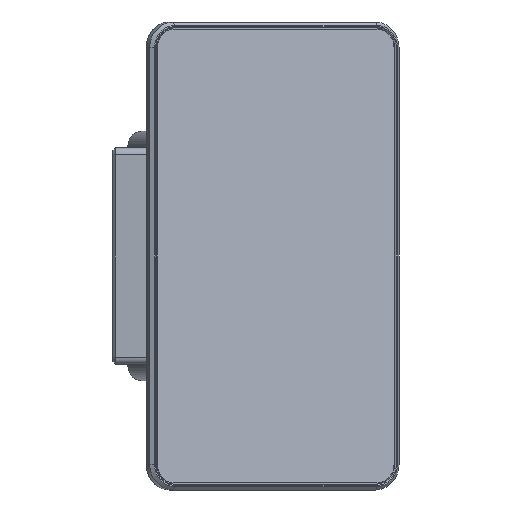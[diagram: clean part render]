
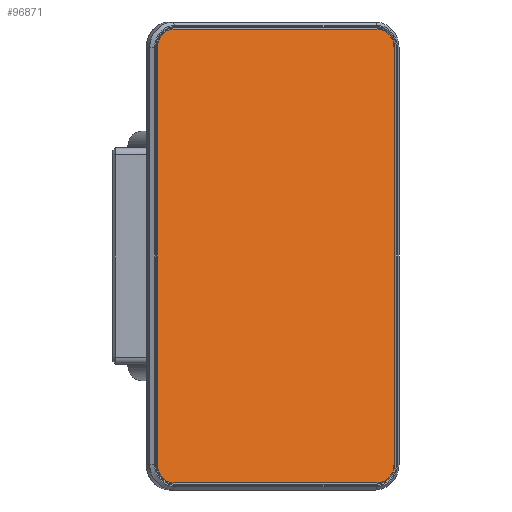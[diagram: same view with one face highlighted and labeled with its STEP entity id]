
A CAD part, front view. The second image highlights one B-rep face of the part: STEP entity #96871.
In plain terms, the highlighted planar face has unit normal (0.423, -0.906, 0).
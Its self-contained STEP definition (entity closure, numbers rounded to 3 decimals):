
#2158 = VERTEX_POINT ( 'NONE', #39454 ) ;
#2416 = CIRCLE ( 'NONE', #58026, 8. ) ;
#4516 = EDGE_CURVE ( 'NONE', #74034, #48051, #52577, .T. ) ;
#6662 = DIRECTION ( 'NONE',  ( -0.906, -0.423, 0. ) ) ;
#6858 = VERTEX_POINT ( 'NONE', #20853 ) ;
#8008 = EDGE_CURVE ( 'NONE', #105253, #99639, #15711, .T. ) ;
#9985 = CARTESIAN_POINT ( 'NONE',  ( 26.184, -16.205, 43.5 ) ) ;
#10237 = AXIS2_PLACEMENT_3D ( 'NONE', #41497, #40377, #75254 ) ;
#13167 = VERTEX_POINT ( 'NONE', #101077 ) ;
#15711 = CIRCLE ( 'NONE', #87856, 8. ) ;
#16464 = DIRECTION ( 'NONE',  ( -0.906, -0.423, 0. ) ) ;
#17145 = DIRECTION ( 'NONE',  ( 0., 0., 1. ) ) ;
#19534 = CARTESIAN_POINT ( 'NONE',  ( 119.534, 27.325, -141.5 ) ) ;
#20853 = CARTESIAN_POINT ( 'NONE',  ( 18.934, -19.586, -141.5 ) ) ;
#21813 = ORIENTED_EDGE ( 'NONE', *, *, #78369, .T. ) ;
#21827 = EDGE_CURVE ( 'NONE', #2158, #105253, #77446, .T. ) ;
#24081 = CARTESIAN_POINT ( 'NONE',  ( 18.934, -19.586, -141.5 ) ) ;
#24734 = CARTESIAN_POINT ( 'NONE',  ( 26.184, -16.205, 35.5 ) ) ;
#25307 = DIRECTION ( 'NONE',  ( 0.423, -0.906, 0. ) ) ;
#26450 = CARTESIAN_POINT ( 'NONE',  ( 119.534, 27.325, 35.5 ) ) ;
#27449 = DIRECTION ( 'NONE',  ( 0.423, -0.906, 0. ) ) ;
#33027 = ORIENTED_EDGE ( 'NONE', *, *, #84117, .T. ) ;
#33364 = LINE ( 'NONE', #24081, #49238 ) ;
#36723 = AXIS2_PLACEMENT_3D ( 'NONE', #69939, #53605, #78602 ) ;
#37994 = VECTOR ( 'NONE', #44975, 1000. ) ;
#39454 = CARTESIAN_POINT ( 'NONE',  ( 112.284, 23.944, 43.5 ) ) ;
#40377 = DIRECTION ( 'NONE',  ( 0.423, -0.906, 0. ) ) ;
#41497 = CARTESIAN_POINT ( 'NONE',  ( 26.184, -16.205, -141.5 ) ) ;
#42184 = ORIENTED_EDGE ( 'NONE', *, *, #107496, .T. ) ;
#44975 = DIRECTION ( 'NONE',  ( 0.906, 0.423, 0. ) ) ;
#45062 = FACE_OUTER_BOUND ( 'NONE', #71549, .T. ) ;
#45964 = DIRECTION ( 'NONE',  ( 0., 0., 1. ) ) ;
#47991 = ORIENTED_EDGE ( 'NONE', *, *, #21827, .T. ) ;
#48051 = VERTEX_POINT ( 'NONE', #55638 ) ;
#49238 = VECTOR ( 'NONE', #104062, 1000. ) ;
#50739 = EDGE_CURVE ( 'NONE', #6858, #74034, #69636, .T. ) ;
#50833 = DIRECTION ( 'NONE',  ( 0., 0., -1. ) ) ;
#52577 = LINE ( 'NONE', #71183, #37994 ) ;
#52958 = AXIS2_PLACEMENT_3D ( 'NONE', #108607, #27449, #45964 ) ;
#53605 = DIRECTION ( 'NONE',  ( 0.423, -0.906, 0. ) ) ;
#55638 = CARTESIAN_POINT ( 'NONE',  ( 112.284, 23.944, -149.5 ) ) ;
#58026 = AXIS2_PLACEMENT_3D ( 'NONE', #76875, #104594, #16464 ) ;
#59546 = ORIENTED_EDGE ( 'NONE', *, *, #8008, .T. ) ;
#60505 = ORIENTED_EDGE ( 'NONE', *, *, #50739, .T. ) ;
#63104 = PLANE ( 'NONE',  #36723 ) ;
#64034 = VERTEX_POINT ( 'NONE', #19534 ) ;
#68763 = CARTESIAN_POINT ( 'NONE',  ( 26.184, -16.205, 43.5 ) ) ;
#69636 = CIRCLE ( 'NONE', #10237, 8. ) ;
#69680 = CIRCLE ( 'NONE', #52958, 8. ) ;
#69939 = CARTESIAN_POINT ( 'NONE',  ( 69.234, 3.87, -53. ) ) ;
#71183 = CARTESIAN_POINT ( 'NONE',  ( 112.284, 23.944, -149.5 ) ) ;
#71549 = EDGE_LOOP ( 'NONE', ( #89784, #42184, #97732, #33027, #47991, #59546, #21813, #60505 ) ) ;
#74034 = VERTEX_POINT ( 'NONE', #87912 ) ;
#75254 = DIRECTION ( 'NONE',  ( 0.906, 0.423, 0. ) ) ;
#76875 = CARTESIAN_POINT ( 'NONE',  ( 112.284, 23.944, 35.5 ) ) ;
#77446 = LINE ( 'NONE', #68763, #107953 ) ;
#78369 = EDGE_CURVE ( 'NONE', #99639, #6858, #33364, .T. ) ;
#78602 = DIRECTION ( 'NONE',  ( 0.906, 0.423, 0. ) ) ;
#84117 = EDGE_CURVE ( 'NONE', #13167, #2158, #2416, .T. ) ;
#87856 = AXIS2_PLACEMENT_3D ( 'NONE', #24734, #25307, #50833 ) ;
#87912 = CARTESIAN_POINT ( 'NONE',  ( 26.184, -16.205, -149.5 ) ) ;
#87940 = CARTESIAN_POINT ( 'NONE',  ( 18.934, -19.586, 35.5 ) ) ;
#89784 = ORIENTED_EDGE ( 'NONE', *, *, #4516, .T. ) ;
#91106 = EDGE_CURVE ( 'NONE', #64034, #13167, #113458, .T. ) ;
#96871 = ADVANCED_FACE ( 'NONE', ( #45062 ), #63104, .T. ) ;
#97732 = ORIENTED_EDGE ( 'NONE', *, *, #91106, .T. ) ;
#99639 = VERTEX_POINT ( 'NONE', #87940 ) ;
#100524 = VECTOR ( 'NONE', #17145, 1000. ) ;
#101077 = CARTESIAN_POINT ( 'NONE',  ( 119.534, 27.325, 35.5 ) ) ;
#104062 = DIRECTION ( 'NONE',  ( 0., 0., -1. ) ) ;
#104594 = DIRECTION ( 'NONE',  ( 0.423, -0.906, 0. ) ) ;
#105253 = VERTEX_POINT ( 'NONE', #9985 ) ;
#107496 = EDGE_CURVE ( 'NONE', #48051, #64034, #69680, .T. ) ;
#107953 = VECTOR ( 'NONE', #6662, 1000. ) ;
#108607 = CARTESIAN_POINT ( 'NONE',  ( 112.284, 23.944, -141.5 ) ) ;
#113458 = LINE ( 'NONE', #26450, #100524 ) ;
